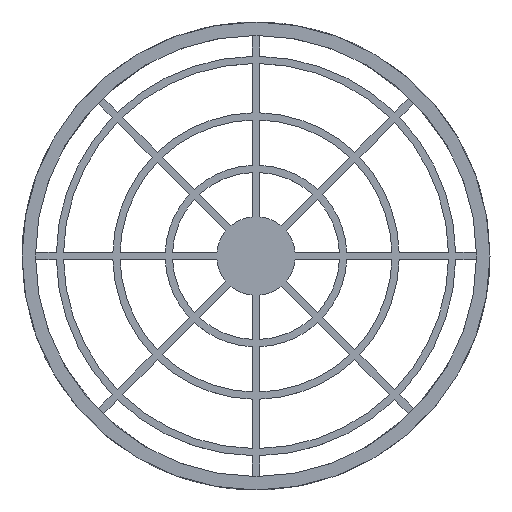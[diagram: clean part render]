
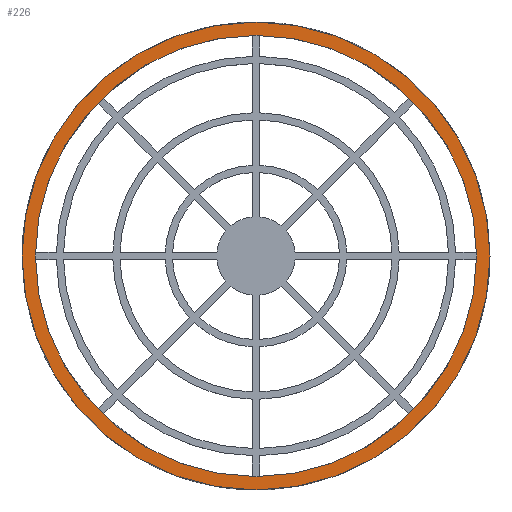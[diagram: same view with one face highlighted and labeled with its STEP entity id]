
A CAD part, top view. The second image highlights one B-rep face of the part: STEP entity #226.
In plain terms, the highlighted planar face has unit normal (0, 0, 1).
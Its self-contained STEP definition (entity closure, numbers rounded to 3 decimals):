
#14 = FACE_BOUND ( 'NONE', #3387, .T. ) ;
#16 = DIRECTION ( 'NONE',  ( 1., 0., 0. ) ) ;
#45 = CIRCLE ( 'NONE', #3021, 75. ) ;
#226 = ADVANCED_FACE ( 'NONE', ( #1291, #14 ), #3400, .T. ) ;
#241 = AXIS2_PLACEMENT_3D ( 'NONE', #4075, #1757, #4464 ) ;
#565 = ORIENTED_EDGE ( 'NONE', *, *, #2768, .T. ) ;
#867 = ORIENTED_EDGE ( 'NONE', *, *, #1876, .F. ) ;
#976 = CARTESIAN_POINT ( 'NONE',  ( 713.376, 155.166, 4.5 ) ) ;
#999 = ORIENTED_EDGE ( 'NONE', *, *, #3181, .T. ) ;
#1091 = CIRCLE ( 'NONE', #241, 75. ) ;
#1291 = FACE_OUTER_BOUND ( 'NONE', #3019, .T. ) ;
#1368 = VERTEX_POINT ( 'NONE', #3457 ) ;
#1380 = DIRECTION ( 'NONE',  ( 1., 0., 0. ) ) ;
#1454 = AXIS2_PLACEMENT_3D ( 'NONE', #4659, #2338, #16 ) ;
#1491 = VERTEX_POINT ( 'NONE', #3540 ) ;
#1505 = VERTEX_POINT ( 'NONE', #3158 ) ;
#1757 = DIRECTION ( 'NONE',  ( 0., 0., 1. ) ) ;
#1851 = DIRECTION ( 'NONE',  ( 1., 0., 0. ) ) ;
#1876 = EDGE_CURVE ( 'NONE', #2051, #1505, #1880, .T. ) ;
#1880 = CIRCLE ( 'NONE', #2191, 70.7 ) ;
#2010 = CARTESIAN_POINT ( 'NONE',  ( 713.376, 155.166, 4.5 ) ) ;
#2017 = CIRCLE ( 'NONE', #1454, 70.7 ) ;
#2051 = VERTEX_POINT ( 'NONE', #3386 ) ;
#2191 = AXIS2_PLACEMENT_3D ( 'NONE', #2010, #4720, #2396 ) ;
#2215 = CARTESIAN_POINT ( 'NONE',  ( 0., 0., 4.5 ) ) ;
#2259 = AXIS2_PLACEMENT_3D ( 'NONE', #2215, #4177, #1851 ) ;
#2338 = DIRECTION ( 'NONE',  ( 0., 0., 1. ) ) ;
#2396 = DIRECTION ( 'NONE',  ( 1., 0., 0. ) ) ;
#2437 = ORIENTED_EDGE ( 'NONE', *, *, #4568, .F. ) ;
#2768 = EDGE_CURVE ( 'NONE', #1368, #1491, #1091, .T. ) ;
#3019 = EDGE_LOOP ( 'NONE', ( #999, #565 ) ) ;
#3021 = AXIS2_PLACEMENT_3D ( 'NONE', #976, #3700, #1380 ) ;
#3158 = CARTESIAN_POINT ( 'NONE',  ( 784.076, 155.166, 4.5 ) ) ;
#3181 = EDGE_CURVE ( 'NONE', #1491, #1368, #45, .T. ) ;
#3386 = CARTESIAN_POINT ( 'NONE',  ( 642.676, 155.166, 4.5 ) ) ;
#3387 = EDGE_LOOP ( 'NONE', ( #867, #2437 ) ) ;
#3400 = PLANE ( 'NONE',  #2259 ) ;
#3457 = CARTESIAN_POINT ( 'NONE',  ( 788.376, 155.166, 4.5 ) ) ;
#3540 = CARTESIAN_POINT ( 'NONE',  ( 638.376, 155.166, 4.5 ) ) ;
#3700 = DIRECTION ( 'NONE',  ( 0., 0., 1. ) ) ;
#4075 = CARTESIAN_POINT ( 'NONE',  ( 713.376, 155.166, 4.5 ) ) ;
#4177 = DIRECTION ( 'NONE',  ( 0., 0., 1. ) ) ;
#4464 = DIRECTION ( 'NONE',  ( 1., 0., 0. ) ) ;
#4568 = EDGE_CURVE ( 'NONE', #1505, #2051, #2017, .T. ) ;
#4659 = CARTESIAN_POINT ( 'NONE',  ( 713.376, 155.166, 4.5 ) ) ;
#4720 = DIRECTION ( 'NONE',  ( 0., 0., 1. ) ) ;
